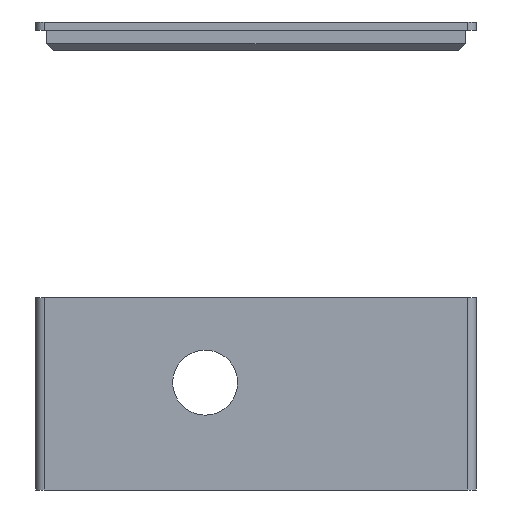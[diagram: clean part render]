
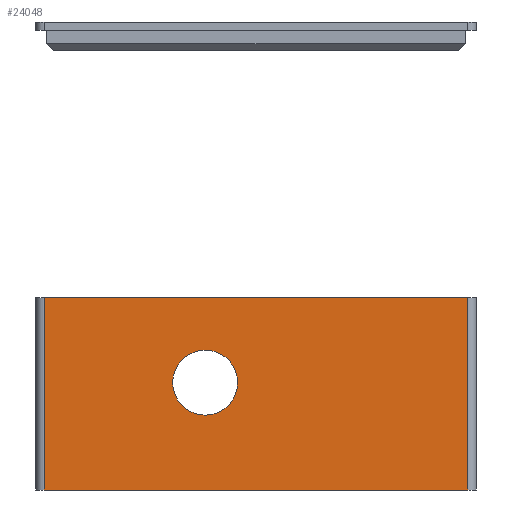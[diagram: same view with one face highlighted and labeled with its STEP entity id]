
A CAD part, left-side view. The second image highlights one B-rep face of the part: STEP entity #24048.
In plain terms, the highlighted planar face has unit normal (-1, 0, 0).
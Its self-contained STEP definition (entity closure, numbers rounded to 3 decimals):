
#1371=FACE_BOUND('',#3763,.T.);
#1689=CIRCLE('',#25334,11.5);
#2390=FACE_OUTER_BOUND('',#3762,.T.);
#3762=EDGE_LOOP('',(#18126,#18127,#18128,#18129));
#3763=EDGE_LOOP('',(#18130));
#5870=LINE('',#34886,#8316);
#5871=LINE('',#34889,#8317);
#5885=LINE('',#34954,#8331);
#5886=LINE('',#34955,#8332);
#8316=VECTOR('',#27925,10.);
#8317=VECTOR('',#27928,10.);
#8331=VECTOR('',#27982,10.);
#8332=VECTOR('',#27983,10.);
#10530=VERTEX_POINT('',#34882);
#10531=VERTEX_POINT('',#34884);
#10532=VERTEX_POINT('',#34888);
#10563=VERTEX_POINT('',#34953);
#10564=VERTEX_POINT('',#34956);
#13317=EDGE_CURVE('',#10531,#10530,#5870,.T.);
#13318=EDGE_CURVE('',#10530,#10532,#5871,.T.);
#13351=EDGE_CURVE('',#10563,#10531,#5885,.T.);
#13352=EDGE_CURVE('',#10532,#10563,#5886,.T.);
#13353=EDGE_CURVE('',#10564,#10564,#1689,.T.);
#18126=ORIENTED_EDGE('',*,*,#13317,.F.);
#18127=ORIENTED_EDGE('',*,*,#13351,.F.);
#18128=ORIENTED_EDGE('',*,*,#13352,.F.);
#18129=ORIENTED_EDGE('',*,*,#13318,.F.);
#18130=ORIENTED_EDGE('',*,*,#13353,.T.);
#23206=PLANE('',#25333);
#24048=ADVANCED_FACE('',(#2390,#1371),#23206,.T.);
#25333=AXIS2_PLACEMENT_3D('',#34952,#27980,#27981);
#25334=AXIS2_PLACEMENT_3D('',#34957,#27984,#27985);
#27925=DIRECTION('',(0.,0.,1.));
#27928=DIRECTION('',(0.,-1.,0.));
#27980=DIRECTION('center_axis',(-1.,0.,0.));
#27981=DIRECTION('ref_axis',(0.,1.,0.));
#27982=DIRECTION('',(0.,1.,0.));
#27983=DIRECTION('',(0.,0.,-1.));
#27984=DIRECTION('center_axis',(1.,0.,0.));
#27985=DIRECTION('ref_axis',(0.,1.,0.));
#34882=CARTESIAN_POINT('',(-11.,119.,65.));
#34884=CARTESIAN_POINT('',(-11.,119.,-3.));
#34886=CARTESIAN_POINT('',(-11.,119.,0.));
#34888=CARTESIAN_POINT('',(-11.,-31.,65.));
#34889=CARTESIAN_POINT('',(-11.,-34.,65.));
#34952=CARTESIAN_POINT('Origin',(-11.,-34.,0.));
#34953=CARTESIAN_POINT('',(-11.,-31.,-3.));
#34954=CARTESIAN_POINT('',(-11.,-34.,-3.));
#34955=CARTESIAN_POINT('',(-11.,-31.,0.));
#34956=CARTESIAN_POINT('',(-11.,50.5,35.));
#34957=CARTESIAN_POINT('Origin',(-11.,62.,35.));
